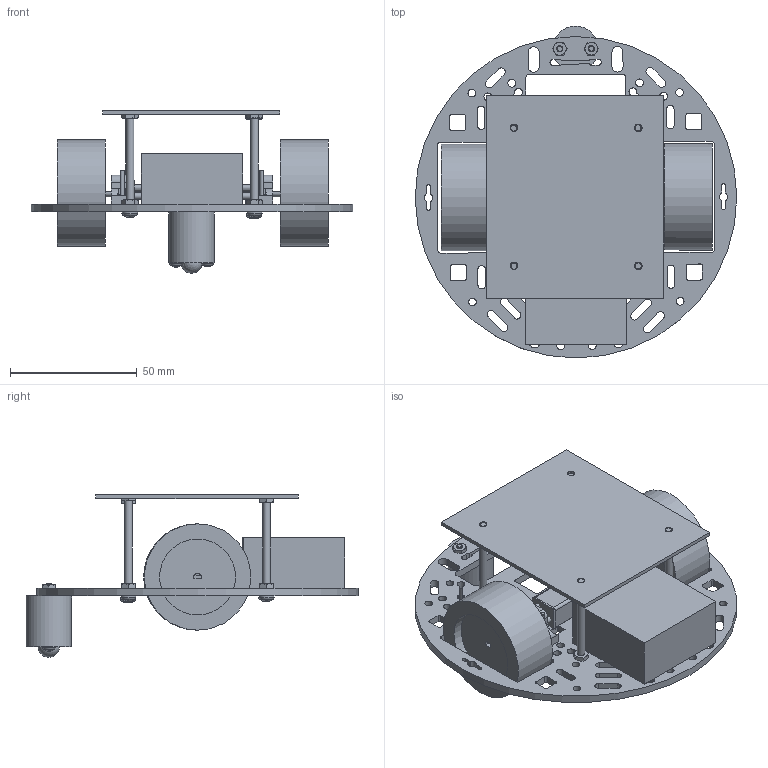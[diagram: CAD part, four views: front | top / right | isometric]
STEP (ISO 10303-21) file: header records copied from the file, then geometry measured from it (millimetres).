
FILE_DESCRIPTION(/* description */ (''),/* implementation_level */ '2;1');
FILE_NAME(/* name */ 'micromouse.stp',/* time_stamp */ '2015-11-28T21:07:08-05:00',/* author */ ('user'),/* organization */ (''),/* preprocessor_version */ 'ST-DEVELOPER v15.6',/* originating_system */ 'Autodesk Inventor 2015',/* authorisation */ '');
FILE_SCHEMA (('AUTOMOTIVE_DESIGN { 1 0 10303 214 3 1 1 }'));
Length unit declared in the file: millimetre
Products named in the file (17): bracket; PlacaProyectoParaNX_stp; micromotor; eje motor; RuedasCaucho; RuedasCentro; AS 1112 - M3(2); AS 1427 - M3 x 40(6) I; AS 1112 - M1.6(2); EN ISO 7045 - M1.6 x 12 - 4.8 - H(1); placa circuito; bateria; rueda loca bola; rueda loca; AS 1427 - M2.5 x 25(6) I; AS 1112 - M2.5(2); micromouse
Bounding box: 127 x 131.14 x 64.22 mm (x, y, z)
Volume: 119025.2 mm3; surface area: 69781.2 mm2
Topology: 43 solids, 43 shells, 1225 faces, 3130 edges, 1999 vertices
Faces by surface type: plane 548, cone 340, cylinder 273, torus 52, sphere 12
Full cylindrical faces by diameter (mm): 1.221 x4, 1.411 x4, 1.6 x4, 2 x2, 2.013 x2, 2.021 x4, 2.224 x2, 2.426 x2, 2.459 x8, 2.5 x6, 2.693 x4, 2.996 x1, 3 x10, 3.047 x2, 3.048 x32, 5 x2, 18 x1, 30 x4, 42 x2, 127 x1
Entity records: 20133 total; most frequent: CARTESIAN_POINT 4289, DIRECTION 3272, ORIENTED_EDGE 3082, EDGE_CURVE 1541, AXIS2_PLACEMENT_3D 1253, VERTEX_POINT 1062, EDGE_LOOP 889, LINE 766
